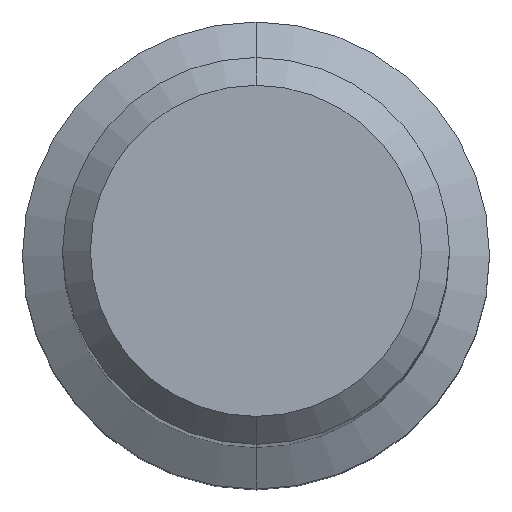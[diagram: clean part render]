
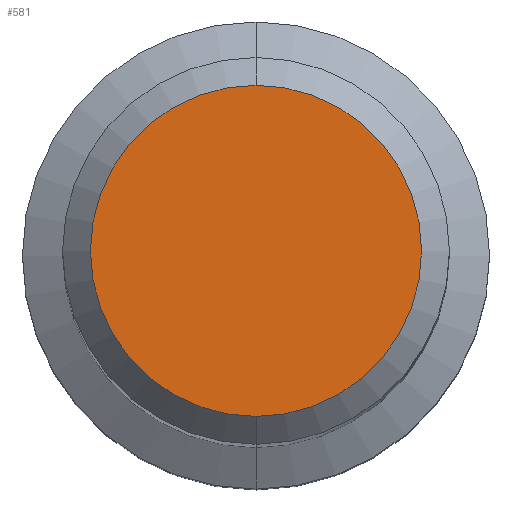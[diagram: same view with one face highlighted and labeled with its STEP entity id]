
A CAD part, top view. The second image highlights one B-rep face of the part: STEP entity #581.
In plain terms, the highlighted planar face has unit normal (0, 0, 1).
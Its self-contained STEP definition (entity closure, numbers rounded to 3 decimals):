
#289=EDGE_CURVE('',#339,#535,#687,.T.);
#339=VERTEX_POINT('',#741);
#535=VERTEX_POINT('',#957);
#545=EDGE_CURVE('',#535,#339,#967,.T.);
#581=ADVANCED_FACE('',(#1007),#1008,.T.);
#687=CIRCLE('',#1158,7.09);
#741=CARTESIAN_POINT('',(0.0,7.09,0.0));
#957=CARTESIAN_POINT('',(0.,-7.09,0.0));
#967=CIRCLE('',#1734,7.09);
#1007=FACE_OUTER_BOUND('',#1833,.T.);
#1008=PLANE('',#1834);
#1158=AXIS2_PLACEMENT_3D('',#1957,#1958,#1959);
#1734=AXIS2_PLACEMENT_3D('',#2265,#2266,#2267);
#1833=EDGE_LOOP('',(#2306,#2307));
#1834=AXIS2_PLACEMENT_3D('',#2308,#2309,#2310);
#1957=CARTESIAN_POINT('',(0.0,0.0,0.0));
#1958=DIRECTION('',(0.0,0.0,-1.0));
#1959=DIRECTION('',(0.0,1.0,0.0));
#2265=CARTESIAN_POINT('',(0.0,0.0,0.0));
#2266=DIRECTION('',(0.0,0.0,-1.0));
#2267=DIRECTION('',(0.0,1.0,0.0));
#2306=ORIENTED_EDGE('',*,*,#289,.F.);
#2307=ORIENTED_EDGE('',*,*,#545,.F.);
#2308=CARTESIAN_POINT('',(0.0,3.545,0.0));
#2309=DIRECTION('',(-0.0,0.0,1.0));
#2310=DIRECTION('',(0.0,-1.0,0.0));
